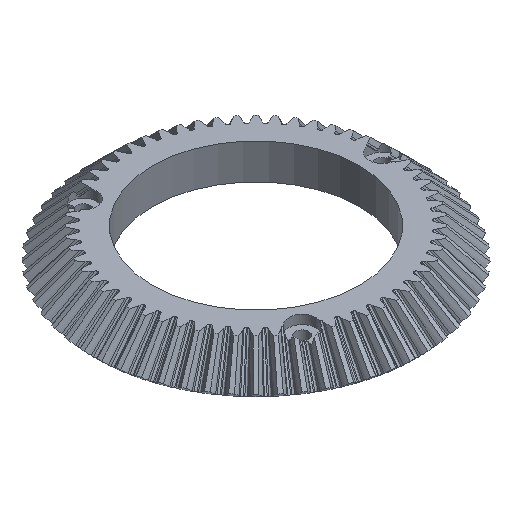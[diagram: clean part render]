
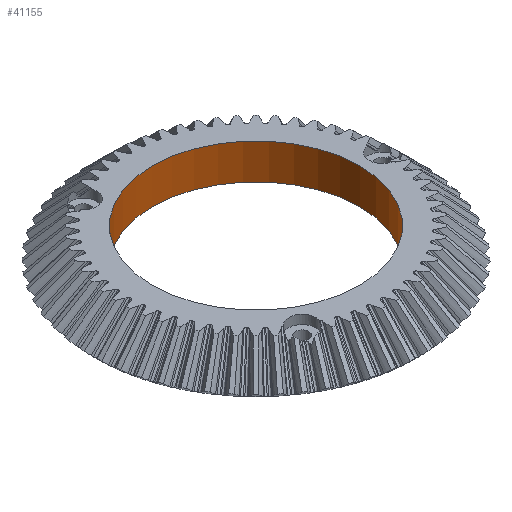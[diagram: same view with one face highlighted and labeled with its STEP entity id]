
A CAD part, isometric view. The second image highlights one B-rep face of the part: STEP entity #41155.
In plain terms, the highlighted cylindrical face has radius 23.4 mm (diameter 46.8 mm), a full revolution.
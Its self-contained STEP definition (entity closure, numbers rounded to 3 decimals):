
#222 = PLANE('',#223);
#223 = AXIS2_PLACEMENT_3D('',#224,#225,#226);
#224 = CARTESIAN_POINT('',(0.,0.,60.2));
#225 = DIRECTION('',(0.,0.,1.));
#226 = DIRECTION('',(0.999,0.04,0.));
#9678 = EDGE_CURVE('',#9679,#9679,#9681,.T.);
#9679 = VERTEX_POINT('',#9680);
#9680 = CARTESIAN_POINT('',(23.4,0.,60.2));
#9681 = SURFACE_CURVE('',#9682,(#9687,#9694),.PCURVE_S1.);
#9682 = CIRCLE('',#9683,23.4);
#9683 = AXIS2_PLACEMENT_3D('',#9684,#9685,#9686);
#9684 = CARTESIAN_POINT('',(0.,0.,60.2));
#9685 = DIRECTION('',(0.,0.,1.));
#9686 = DIRECTION('',(1.,0.,0.));
#9687 = PCURVE('',#222,#9688);
#9688 = DEFINITIONAL_REPRESENTATION('',(#9689),#9693);
#9689 = CIRCLE('',#9690,23.4);
#9690 = AXIS2_PLACEMENT_2D('',#9691,#9692);
#9691 = CARTESIAN_POINT('',(0.,0.));
#9692 = DIRECTION('',(0.999,-0.04));
#9693 = ( GEOMETRIC_REPRESENTATION_CONTEXT(2) 
PARAMETRIC_REPRESENTATION_CONTEXT() REPRESENTATION_CONTEXT('2D SPACE',''
  ) );
#9694 = PCURVE('',#9695,#9700);
#9695 = CYLINDRICAL_SURFACE('',#9696,23.4);
#9696 = AXIS2_PLACEMENT_3D('',#9697,#9698,#9699);
#9697 = CARTESIAN_POINT('',(0.,0.,60.2));
#9698 = DIRECTION('',(0.,0.,1.));
#9699 = DIRECTION('',(1.,0.,0.));
#9700 = DEFINITIONAL_REPRESENTATION('',(#9701),#9705);
#9701 = LINE('',#9702,#9703);
#9702 = CARTESIAN_POINT('',(0.,0.));
#9703 = VECTOR('',#9704,1.);
#9704 = DIRECTION('',(1.,0.));
#9705 = ( GEOMETRIC_REPRESENTATION_CONTEXT(2) 
PARAMETRIC_REPRESENTATION_CONTEXT() REPRESENTATION_CONTEXT('2D SPACE',''
  ) );
#10072 = PLANE('',#10073);
#10073 = AXIS2_PLACEMENT_3D('',#10074,#10075,#10076);
#10074 = CARTESIAN_POINT('',(0.,0.,68.2)
  );
#10075 = DIRECTION('',(0.,0.,1.));
#10076 = DIRECTION('',(0.999,0.04,0.));
#41155 = ADVANCED_FACE('',(#41156),#9695,.F.);
#41156 = FACE_BOUND('',#41157,.F.);
#41157 = EDGE_LOOP('',(#41158,#41182,#41203,#41204));
#41158 = ORIENTED_EDGE('',*,*,#41159,.F.);
#41159 = EDGE_CURVE('',#41160,#41160,#41162,.T.);
#41160 = VERTEX_POINT('',#41161);
#41161 = CARTESIAN_POINT('',(23.4,0.,68.2));
#41162 = SURFACE_CURVE('',#41163,(#41168,#41175),.PCURVE_S1.);
#41163 = CIRCLE('',#41164,23.4);
#41164 = AXIS2_PLACEMENT_3D('',#41165,#41166,#41167);
#41165 = CARTESIAN_POINT('',(0.,0.,68.2));
#41166 = DIRECTION('',(0.,0.,1.));
#41167 = DIRECTION('',(1.,0.,0.));
#41168 = PCURVE('',#9695,#41169);
#41169 = DEFINITIONAL_REPRESENTATION('',(#41170),#41174);
#41170 = LINE('',#41171,#41172);
#41171 = CARTESIAN_POINT('',(0.,8.));
#41172 = VECTOR('',#41173,1.);
#41173 = DIRECTION('',(1.,0.));
#41174 = ( GEOMETRIC_REPRESENTATION_CONTEXT(2) 
PARAMETRIC_REPRESENTATION_CONTEXT() REPRESENTATION_CONTEXT('2D SPACE',''
  ) );
#41175 = PCURVE('',#10072,#41176);
#41176 = DEFINITIONAL_REPRESENTATION('',(#41177),#41181);
#41177 = CIRCLE('',#41178,23.4);
#41178 = AXIS2_PLACEMENT_2D('',#41179,#41180);
#41179 = CARTESIAN_POINT('',(0.,0.));
#41180 = DIRECTION('',(0.999,-0.04));
#41181 = ( GEOMETRIC_REPRESENTATION_CONTEXT(2) 
PARAMETRIC_REPRESENTATION_CONTEXT() REPRESENTATION_CONTEXT('2D SPACE',''
  ) );
#41182 = ORIENTED_EDGE('',*,*,#41183,.F.);
#41183 = EDGE_CURVE('',#9679,#41160,#41184,.T.);
#41184 = SEAM_CURVE('',#41185,(#41189,#41196),.PCURVE_S1.);
#41185 = LINE('',#41186,#41187);
#41186 = CARTESIAN_POINT('',(23.4,0.,60.2));
#41187 = VECTOR('',#41188,1.);
#41188 = DIRECTION('',(0.,0.,1.));
#41189 = PCURVE('',#9695,#41190);
#41190 = DEFINITIONAL_REPRESENTATION('',(#41191),#41195);
#41191 = LINE('',#41192,#41193);
#41192 = CARTESIAN_POINT('',(6.283,-0.));
#41193 = VECTOR('',#41194,1.);
#41194 = DIRECTION('',(0.,1.));
#41195 = ( GEOMETRIC_REPRESENTATION_CONTEXT(2) 
PARAMETRIC_REPRESENTATION_CONTEXT() REPRESENTATION_CONTEXT('2D SPACE',''
  ) );
#41196 = PCURVE('',#9695,#41197);
#41197 = DEFINITIONAL_REPRESENTATION('',(#41198),#41202);
#41198 = LINE('',#41199,#41200);
#41199 = CARTESIAN_POINT('',(0.,-0.));
#41200 = VECTOR('',#41201,1.);
#41201 = DIRECTION('',(0.,1.));
#41202 = ( GEOMETRIC_REPRESENTATION_CONTEXT(2) 
PARAMETRIC_REPRESENTATION_CONTEXT() REPRESENTATION_CONTEXT('2D SPACE',''
  ) );
#41203 = ORIENTED_EDGE('',*,*,#9678,.T.);
#41204 = ORIENTED_EDGE('',*,*,#41183,.T.);
